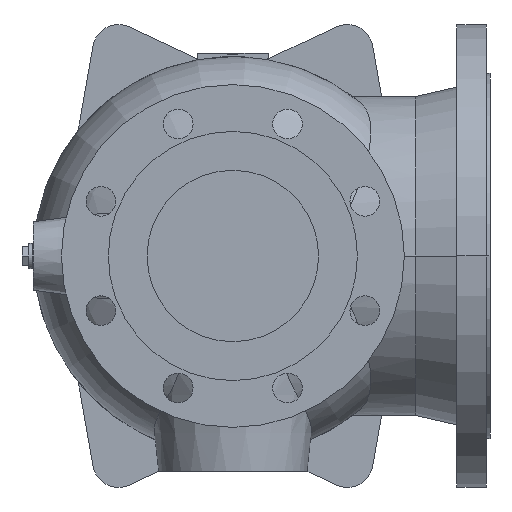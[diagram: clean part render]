
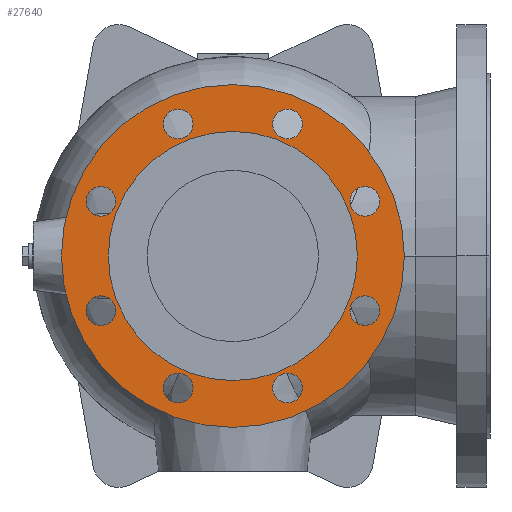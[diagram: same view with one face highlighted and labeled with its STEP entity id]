
A CAD part, front view. The second image highlights one B-rep face of the part: STEP entity #27640.
In plain terms, the highlighted planar face has unit normal (0, -1, 0).
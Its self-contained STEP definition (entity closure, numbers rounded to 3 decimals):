
#2230=CARTESIAN_POINT('',(-109.,3.,0.));
#2240=VERTEX_POINT('',#2230);
#2400=CARTESIAN_POINT('',(109.,3.,0.));
#2410=VERTEX_POINT('',#2400);
#2440=CARTESIAN_POINT('',(0.,3.,0.));
#2450=DIRECTION('',(0.,-1.,-0.));
#2460=DIRECTION('',(-1.,0.,0.));
#2470=AXIS2_PLACEMENT_3D('',#2440,#2450,#2460);
#2480=CIRCLE('',#2470,109.);
#2490=EDGE_CURVE('',#2240,#2410,#2480,.T.);
#2630=CARTESIAN_POINT('',(150.,3.,0.));
#2640=VERTEX_POINT('',#2630);
#2820=CARTESIAN_POINT('',(-150.,3.,0.));
#2830=VERTEX_POINT('',#2820);
#2860=CARTESIAN_POINT('',(0.,3.,0.));
#2870=DIRECTION('',(0.,-1.,-0.));
#2880=DIRECTION('',(-1.,0.,0.));
#2890=AXIS2_PLACEMENT_3D('',#2860,#2870,#2880);
#2900=CIRCLE('',#2890,150.);
#2910=EDGE_CURVE('',#2830,#2640,#2900,.T.);
#4650=CARTESIAN_POINT('',(-102.485,3.,-47.835));
#4660=VERTEX_POINT('',#4650);
#4690=CARTESIAN_POINT('',(-115.485,3.,-47.835));
#4700=DIRECTION('',(0.,1.,0.));
#4710=DIRECTION('',(-1.,0.,0.));
#4720=AXIS2_PLACEMENT_3D('',#4690,#4700,#4710);
#4730=CIRCLE('',#4720,13.);
#4740=CARTESIAN_POINT('',(-128.485,3.,-47.835));
#4750=VERTEX_POINT('',#4740);
#4760=EDGE_CURVE('',#4660,#4750,#4730,.T.);
#5070=CARTESIAN_POINT('',(-128.485,3.,47.835));
#5080=VERTEX_POINT('',#5070);
#5240=CARTESIAN_POINT('',(-102.485,3.,47.835));
#5250=VERTEX_POINT('',#5240);
#5280=CARTESIAN_POINT('',(-115.485,3.,47.835));
#5290=DIRECTION('',(0.,1.,0.));
#5300=DIRECTION('',(-1.,0.,0.));
#5310=AXIS2_PLACEMENT_3D('',#5280,#5290,#5300);
#5320=CIRCLE('',#5310,13.);
#5330=EDGE_CURVE('',#5250,#5080,#5320,.T.);
#5490=CARTESIAN_POINT('',(-34.835,3.,115.485));
#5500=VERTEX_POINT('',#5490);
#5660=CARTESIAN_POINT('',(-60.835,3.,115.485));
#5670=VERTEX_POINT('',#5660);
#5700=CARTESIAN_POINT('',(-47.835,3.,115.485));
#5710=DIRECTION('',(0.,1.,0.));
#5720=DIRECTION('',(-1.,0.,0.));
#5730=AXIS2_PLACEMENT_3D('',#5700,#5710,#5720);
#5740=CIRCLE('',#5730,13.);
#5750=EDGE_CURVE('',#5670,#5500,#5740,.T.);
#5910=CARTESIAN_POINT('',(60.835,3.,115.485));
#5920=VERTEX_POINT('',#5910);
#6080=CARTESIAN_POINT('',(34.835,3.,115.485));
#6090=VERTEX_POINT('',#6080);
#6120=CARTESIAN_POINT('',(47.835,3.,115.485));
#6130=DIRECTION('',(0.,1.,0.));
#6140=DIRECTION('',(-1.,0.,0.));
#6150=AXIS2_PLACEMENT_3D('',#6120,#6130,#6140);
#6160=CIRCLE('',#6150,13.);
#6170=EDGE_CURVE('',#6090,#5920,#6160,.T.);
#6330=CARTESIAN_POINT('',(102.485,3.,47.835));
#6340=VERTEX_POINT('',#6330);
#6370=CARTESIAN_POINT('',(115.485,3.,47.835));
#6380=DIRECTION('',(0.,1.,0.));
#6390=DIRECTION('',(-1.,0.,0.));
#6400=AXIS2_PLACEMENT_3D('',#6370,#6380,#6390);
#6410=CIRCLE('',#6400,13.);
#6420=CARTESIAN_POINT('',(128.485,3.,47.835));
#6430=VERTEX_POINT('',#6420);
#6440=EDGE_CURVE('',#6340,#6430,#6410,.T.);
#6750=CARTESIAN_POINT('',(102.485,3.,-47.835));
#6760=VERTEX_POINT('',#6750);
#6920=CARTESIAN_POINT('',(128.485,3.,-47.835));
#6930=VERTEX_POINT('',#6920);
#6960=CARTESIAN_POINT('',(115.485,3.,-47.835));
#6970=DIRECTION('',(0.,1.,0.));
#6980=DIRECTION('',(-1.,0.,0.));
#6990=AXIS2_PLACEMENT_3D('',#6960,#6970,#6980);
#7000=CIRCLE('',#6990,13.);
#7010=EDGE_CURVE('',#6930,#6760,#7000,.T.);
#7170=CARTESIAN_POINT('',(60.835,3.,-115.485));
#7180=VERTEX_POINT('',#7170);
#7210=CARTESIAN_POINT('',(47.835,3.,-115.485));
#7220=DIRECTION('',(0.,1.,0.));
#7230=DIRECTION('',(-1.,0.,0.));
#7240=AXIS2_PLACEMENT_3D('',#7210,#7220,#7230);
#7250=CIRCLE('',#7240,13.);
#7260=CARTESIAN_POINT('',(34.835,3.,-115.485));
#7270=VERTEX_POINT('',#7260);
#7280=EDGE_CURVE('',#7180,#7270,#7250,.T.);
#7590=CARTESIAN_POINT('',(-60.835,3.,-115.485));
#7600=VERTEX_POINT('',#7590);
#7630=CARTESIAN_POINT('',(-47.835,3.,-115.485));
#7640=DIRECTION('',(0.,1.,0.));
#7650=DIRECTION('',(-1.,0.,0.));
#7660=AXIS2_PLACEMENT_3D('',#7630,#7640,#7650);
#7670=CIRCLE('',#7660,13.);
#7680=CARTESIAN_POINT('',(-34.835,3.,-115.485));
#7690=VERTEX_POINT('',#7680);
#7700=EDGE_CURVE('',#7600,#7690,#7670,.T.);
#27090=CARTESIAN_POINT('',(-129.5,3.,0.));
#27100=DIRECTION('',(0.,-1.,-0.));
#27110=DIRECTION('',(-1.,0.,0.));
#27120=AXIS2_PLACEMENT_3D('',#27090,#27100,#27110);
#27130=PLANE('',#27120);
#27140=EDGE_CURVE('',#7690,#7600,#7670,.T.);
#27150=ORIENTED_EDGE('',*,*,#27140,.T.);
#27160=ORIENTED_EDGE('',*,*,#7700,.T.);
#27170=EDGE_LOOP('',(#27160,#27150));
#27180=FACE_BOUND('',#27170,.T.);
#27190=EDGE_CURVE('',#7270,#7180,#7250,.T.);
#27200=ORIENTED_EDGE('',*,*,#27190,.T.);
#27210=ORIENTED_EDGE('',*,*,#7280,.T.);
#27220=EDGE_LOOP('',(#27210,#27200));
#27230=FACE_BOUND('',#27220,.T.);
#27240=EDGE_CURVE('',#6760,#6930,#7000,.T.);
#27250=ORIENTED_EDGE('',*,*,#27240,.T.);
#27260=ORIENTED_EDGE('',*,*,#7010,.T.);
#27270=EDGE_LOOP('',(#27260,#27250));
#27280=FACE_BOUND('',#27270,.T.);
#27290=EDGE_CURVE('',#6430,#6340,#6410,.T.);
#27300=ORIENTED_EDGE('',*,*,#27290,.T.);
#27310=ORIENTED_EDGE('',*,*,#6440,.T.);
#27320=EDGE_LOOP('',(#27310,#27300));
#27330=FACE_BOUND('',#27320,.T.);
#27340=EDGE_CURVE('',#5920,#6090,#6160,.T.);
#27350=ORIENTED_EDGE('',*,*,#27340,.T.);
#27360=ORIENTED_EDGE('',*,*,#6170,.T.);
#27370=EDGE_LOOP('',(#27360,#27350));
#27380=FACE_BOUND('',#27370,.T.);
#27390=EDGE_CURVE('',#5500,#5670,#5740,.T.);
#27400=ORIENTED_EDGE('',*,*,#27390,.T.);
#27410=ORIENTED_EDGE('',*,*,#5750,.T.);
#27420=EDGE_LOOP('',(#27410,#27400));
#27430=FACE_BOUND('',#27420,.T.);
#27440=EDGE_CURVE('',#5080,#5250,#5320,.T.);
#27450=ORIENTED_EDGE('',*,*,#27440,.T.);
#27460=ORIENTED_EDGE('',*,*,#5330,.T.);
#27470=EDGE_LOOP('',(#27460,#27450));
#27480=FACE_BOUND('',#27470,.T.);
#27490=ORIENTED_EDGE('',*,*,#4760,.T.);
#27500=EDGE_CURVE('',#4750,#4660,#4730,.T.);
#27510=ORIENTED_EDGE('',*,*,#27500,.T.);
#27520=EDGE_LOOP('',(#27510,#27490));
#27530=FACE_BOUND('',#27520,.T.);
#27540=EDGE_CURVE('',#2410,#2240,#2480,.T.);
#27550=ORIENTED_EDGE('',*,*,#27540,.F.);
#27560=ORIENTED_EDGE('',*,*,#2490,.F.);
#27570=EDGE_LOOP('',(#27560,#27550));
#27580=FACE_BOUND('',#27570,.T.);
#27590=EDGE_CURVE('',#2640,#2830,#2900,.T.);
#27600=ORIENTED_EDGE('',*,*,#27590,.T.);
#27610=ORIENTED_EDGE('',*,*,#2910,.T.);
#27620=EDGE_LOOP('',(#27610,#27600));
#27630=FACE_OUTER_BOUND('',#27620,.T.);
#27640=ADVANCED_FACE('',(#27180,#27230,#27280,#27330,#27380,#27430,
#27480,#27530,#27580,#27630),#27130,.T.);
